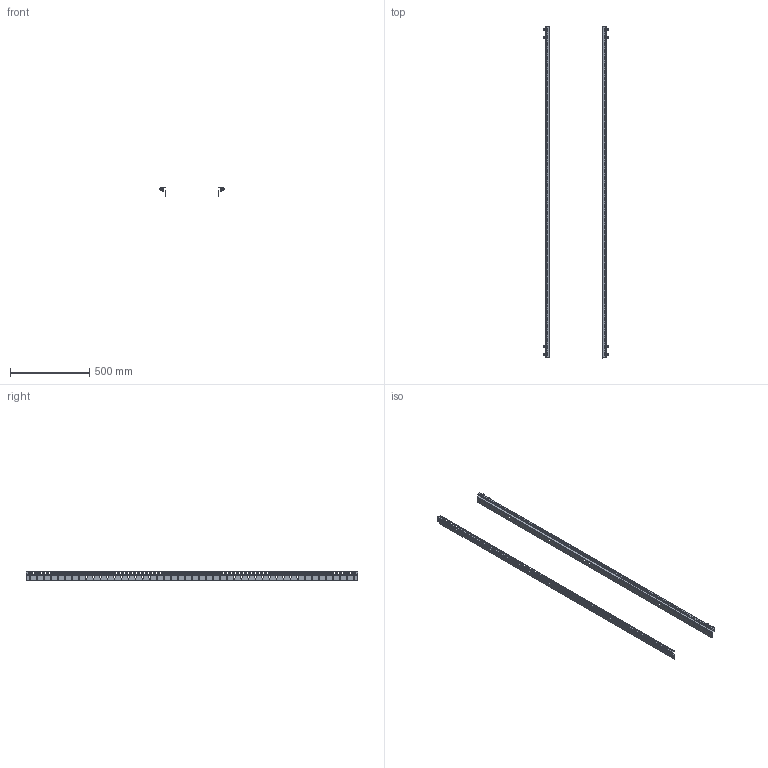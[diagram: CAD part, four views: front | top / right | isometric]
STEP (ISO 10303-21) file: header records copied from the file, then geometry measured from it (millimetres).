
FILE_DESCRIPTION (( 'STEP AP214' ), '1' );
FILE_NAME ('R5MCRE22ITC1.STEP', '2014-04-15T10:32:57', ( '' ), ( '' ), 'SwSTEP 2.0', 'SolidWorks 2012', '' );
FILE_SCHEMA (( 'AUTOMOTIVE_DESIGN' ));
Length unit declared in the file: millimetre
Products named in the file (5): R5MCRE22ITC; A3300003_A3300003; A0400005_A0400005; QB10C134; R5MCRE22ITC1
Assembly tree (11 placements, depth 3):
  R5MCRE22ITC1
    R5MCRE22ITC  x2
      QB10C134
      A0400005_A0400005
      A3300003_A3300003
Bounding box: 407.64 x 2094 x 62.5 mm (x, y, z)
Volume: 798558.2 mm3; surface area: 856632.1 mm2
Topology: 18 solids, 18 shells, 3600 faces, 10436 edges, 6888 vertices
Faces by surface type: plane 2720, cylinder 560, cone 224, bspline 96
Entity records: 50971 total; most frequent: CARTESIAN_POINT 9369, ORIENTED_EDGE 8720, DIRECTION 7854, EDGE_CURVE 4360, LINE 3656, VECTOR 3656, VERTEX_POINT 2898, EDGE_LOOP 2274
